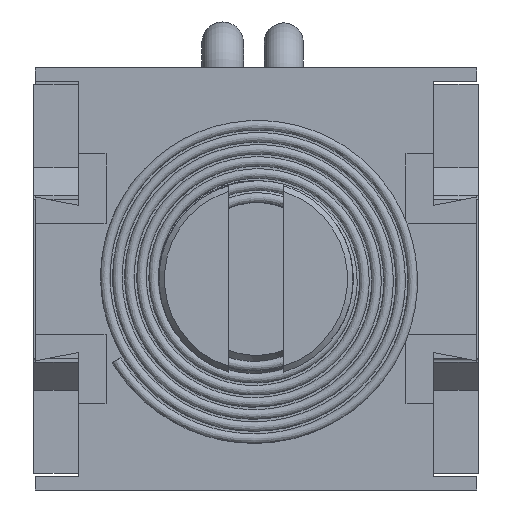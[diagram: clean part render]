
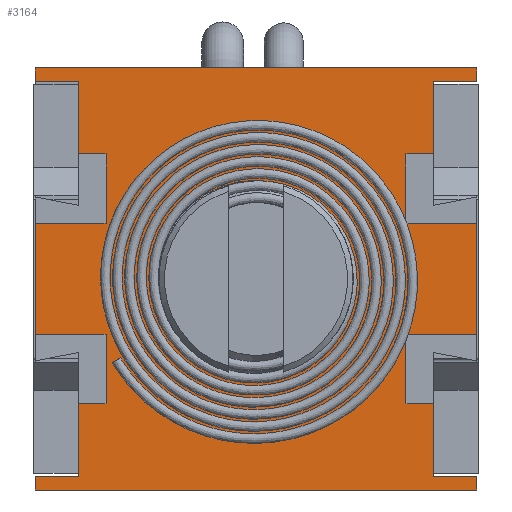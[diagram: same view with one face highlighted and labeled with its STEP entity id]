
A CAD part, left-side view. The second image highlights one B-rep face of the part: STEP entity #3164.
In plain terms, the highlighted face is planar.
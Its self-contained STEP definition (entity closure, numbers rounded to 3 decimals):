
#104=CIRCLE('',#3463,3.55);
#395=ORIENTED_EDGE('',*,*,#1152,.F.);
#396=ORIENTED_EDGE('',*,*,#1150,.F.);
#397=ORIENTED_EDGE('',*,*,#1147,.F.);
#398=ORIENTED_EDGE('',*,*,#1193,.T.);
#399=ORIENTED_EDGE('',*,*,#1165,.F.);
#400=ORIENTED_EDGE('',*,*,#1163,.F.);
#401=ORIENTED_EDGE('',*,*,#1160,.F.);
#402=ORIENTED_EDGE('',*,*,#1194,.T.);
#403=ORIENTED_EDGE('',*,*,#1195,.T.);
#404=ORIENTED_EDGE('',*,*,#1196,.T.);
#405=ORIENTED_EDGE('',*,*,#1197,.T.);
#406=ORIENTED_EDGE('',*,*,#1198,.T.);
#407=ORIENTED_EDGE('',*,*,#1199,.T.);
#408=ORIENTED_EDGE('',*,*,#1200,.T.);
#409=ORIENTED_EDGE('',*,*,#1178,.F.);
#410=ORIENTED_EDGE('',*,*,#1176,.F.);
#411=ORIENTED_EDGE('',*,*,#1173,.F.);
#412=ORIENTED_EDGE('',*,*,#1201,.T.);
#413=ORIENTED_EDGE('',*,*,#1191,.F.);
#414=ORIENTED_EDGE('',*,*,#1189,.F.);
#415=ORIENTED_EDGE('',*,*,#1186,.F.);
#416=ORIENTED_EDGE('',*,*,#1202,.T.);
#417=ORIENTED_EDGE('',*,*,#1203,.T.);
#418=ORIENTED_EDGE('',*,*,#1204,.T.);
#419=ORIENTED_EDGE('',*,*,#1205,.T.);
#420=ORIENTED_EDGE('',*,*,#1206,.T.);
#421=ORIENTED_EDGE('',*,*,#1207,.T.);
#422=ORIENTED_EDGE('',*,*,#1208,.T.);
#423=ORIENTED_EDGE('',*,*,#1209,.F.);
#1147=EDGE_CURVE('',#1556,#1557,#1864,.T.);
#1150=EDGE_CURVE('',#1557,#1558,#1867,.T.);
#1152=EDGE_CURVE('',#1558,#1559,#1869,.T.);
#1160=EDGE_CURVE('',#1566,#1567,#1877,.T.);
#1163=EDGE_CURVE('',#1567,#1568,#1880,.T.);
#1165=EDGE_CURVE('',#1568,#1569,#1882,.T.);
#1173=EDGE_CURVE('',#1576,#1577,#1890,.T.);
#1176=EDGE_CURVE('',#1577,#1578,#1893,.T.);
#1178=EDGE_CURVE('',#1578,#1579,#1895,.T.);
#1186=EDGE_CURVE('',#1586,#1587,#1903,.T.);
#1189=EDGE_CURVE('',#1587,#1588,#1906,.T.);
#1191=EDGE_CURVE('',#1588,#1589,#1908,.T.);
#1193=EDGE_CURVE('',#1556,#1569,#1910,.T.);
#1194=EDGE_CURVE('',#1566,#1590,#1911,.T.);
#1195=EDGE_CURVE('',#1590,#1591,#1912,.T.);
#1196=EDGE_CURVE('',#1591,#1592,#1913,.T.);
#1197=EDGE_CURVE('',#1592,#1593,#1914,.T.);
#1198=EDGE_CURVE('',#1593,#1594,#1915,.T.);
#1199=EDGE_CURVE('',#1594,#1595,#1916,.T.);
#1200=EDGE_CURVE('',#1595,#1579,#1917,.T.);
#1201=EDGE_CURVE('',#1576,#1589,#1918,.T.);
#1202=EDGE_CURVE('',#1586,#1596,#1919,.T.);
#1203=EDGE_CURVE('',#1596,#1597,#1920,.T.);
#1204=EDGE_CURVE('',#1597,#1598,#1921,.T.);
#1205=EDGE_CURVE('',#1598,#1599,#1922,.T.);
#1206=EDGE_CURVE('',#1599,#1600,#1923,.T.);
#1207=EDGE_CURVE('',#1600,#1601,#1924,.T.);
#1208=EDGE_CURVE('',#1601,#1559,#1925,.T.);
#1209=EDGE_CURVE('',#1602,#1602,#104,.T.);
#1556=VERTEX_POINT('',#4836);
#1557=VERTEX_POINT('',#4837);
#1558=VERTEX_POINT('',#4842);
#1559=VERTEX_POINT('',#4846);
#1566=VERTEX_POINT('',#4863);
#1567=VERTEX_POINT('',#4864);
#1568=VERTEX_POINT('',#4869);
#1569=VERTEX_POINT('',#4873);
#1576=VERTEX_POINT('',#4890);
#1577=VERTEX_POINT('',#4891);
#1578=VERTEX_POINT('',#4896);
#1579=VERTEX_POINT('',#4900);
#1586=VERTEX_POINT('',#4917);
#1587=VERTEX_POINT('',#4918);
#1588=VERTEX_POINT('',#4923);
#1589=VERTEX_POINT('',#4927);
#1590=VERTEX_POINT('',#4932);
#1591=VERTEX_POINT('',#4934);
#1592=VERTEX_POINT('',#4936);
#1593=VERTEX_POINT('',#4938);
#1594=VERTEX_POINT('',#4940);
#1595=VERTEX_POINT('',#4942);
#1596=VERTEX_POINT('',#4946);
#1597=VERTEX_POINT('',#4948);
#1598=VERTEX_POINT('',#4950);
#1599=VERTEX_POINT('',#4952);
#1600=VERTEX_POINT('',#4954);
#1601=VERTEX_POINT('',#4956);
#1602=VERTEX_POINT('',#4959);
#1864=LINE('',#4835,#2163);
#1867=LINE('',#4841,#2166);
#1869=LINE('',#4845,#2168);
#1877=LINE('',#4862,#2176);
#1880=LINE('',#4868,#2179);
#1882=LINE('',#4872,#2181);
#1890=LINE('',#4889,#2189);
#1893=LINE('',#4895,#2192);
#1895=LINE('',#4899,#2194);
#1903=LINE('',#4916,#2202);
#1906=LINE('',#4922,#2205);
#1908=LINE('',#4926,#2207);
#1910=LINE('',#4930,#2209);
#1911=LINE('',#4931,#2210);
#1912=LINE('',#4933,#2211);
#1913=LINE('',#4935,#2212);
#1914=LINE('',#4937,#2213);
#1915=LINE('',#4939,#2214);
#1916=LINE('',#4941,#2215);
#1917=LINE('',#4943,#2216);
#1918=LINE('',#4944,#2217);
#1919=LINE('',#4945,#2218);
#1920=LINE('',#4947,#2219);
#1921=LINE('',#4949,#2220);
#1922=LINE('',#4951,#2221);
#1923=LINE('',#4953,#2222);
#1924=LINE('',#4955,#2223);
#1925=LINE('',#4957,#2224);
#2163=VECTOR('',#3858,1000.);
#2166=VECTOR('',#3863,1000.);
#2168=VECTOR('',#3867,1000.);
#2176=VECTOR('',#3879,1000.);
#2179=VECTOR('',#3884,1000.);
#2181=VECTOR('',#3888,1000.);
#2189=VECTOR('',#3900,1000.);
#2192=VECTOR('',#3905,1000.);
#2194=VECTOR('',#3909,1000.);
#2202=VECTOR('',#3921,1000.);
#2205=VECTOR('',#3926,1000.);
#2207=VECTOR('',#3930,1000.);
#2209=VECTOR('',#3934,1000.);
#2210=VECTOR('',#3935,1000.);
#2211=VECTOR('',#3936,1000.);
#2212=VECTOR('',#3937,1000.);
#2213=VECTOR('',#3938,1000.);
#2214=VECTOR('',#3939,1000.);
#2215=VECTOR('',#3940,1000.);
#2216=VECTOR('',#3941,1000.);
#2217=VECTOR('',#3942,1000.);
#2218=VECTOR('',#3943,1000.);
#2219=VECTOR('',#3944,1000.);
#2220=VECTOR('',#3945,1000.);
#2221=VECTOR('',#3946,1000.);
#2222=VECTOR('',#3947,1000.);
#2223=VECTOR('',#3948,1000.);
#2224=VECTOR('',#3949,1000.);
#2444=EDGE_LOOP('',(#395,#396,#397,#398,#399,#400,#401,#402,#403,#404,#405,
#406,#407,#408,#409,#410,#411,#412,#413,#414,#415,#416,#417,#418,#419,#420,
#421,#422));
#2445=EDGE_LOOP('',(#423));
#2741=FACE_BOUND('',#2444,.T.);
#2742=FACE_BOUND('',#2445,.T.);
#3038=PLANE('',#3462);
#3164=ADVANCED_FACE('',(#2741,#2742),#3038,.T.);
#3462=AXIS2_PLACEMENT_3D('',#4929,#3932,#3933);
#3463=AXIS2_PLACEMENT_3D('',#4958,#3950,#3951);
#3858=DIRECTION('',(0.,1.,0.));
#3863=DIRECTION('',(-1.,0.,0.));
#3867=DIRECTION('',(0.,-1.,0.));
#3879=DIRECTION('',(0.,1.,0.));
#3884=DIRECTION('',(-1.,0.,0.));
#3888=DIRECTION('',(0.,-1.,0.));
#3900=DIRECTION('',(0.,-1.,0.));
#3905=DIRECTION('',(1.,0.,0.));
#3909=DIRECTION('',(0.,1.,0.));
#3921=DIRECTION('',(0.,-1.,0.));
#3926=DIRECTION('',(1.,0.,0.));
#3930=DIRECTION('',(0.,1.,0.));
#3932=DIRECTION('',(0.,0.,1.));
#3933=DIRECTION('',(1.,0.,0.));
#3934=DIRECTION('',(1.,0.,0.));
#3935=DIRECTION('',(1.,0.,0.));
#3936=DIRECTION('',(0.,-1.,0.));
#3937=DIRECTION('',(1.,0.,0.));
#3938=DIRECTION('',(0.,1.,0.));
#3939=DIRECTION('',(-1.,0.,0.));
#3940=DIRECTION('',(0.,-1.,0.));
#3941=DIRECTION('',(-1.,0.,0.));
#3942=DIRECTION('',(-1.,0.,0.));
#3943=DIRECTION('',(-1.,0.,0.));
#3944=DIRECTION('',(0.,1.,0.));
#3945=DIRECTION('',(-1.,0.,0.));
#3946=DIRECTION('',(0.,-1.,0.));
#3947=DIRECTION('',(1.,0.,0.));
#3948=DIRECTION('',(0.,1.,0.));
#3949=DIRECTION('',(1.,0.,0.));
#3950=DIRECTION('',(0.,0.,1.));
#3951=DIRECTION('',(1.,0.,0.));
#4835=CARTESIAN_POINT('',(-2.,-5.4,0.));
#4836=CARTESIAN_POINT('',(-2.,-7.95,0.));
#4837=CARTESIAN_POINT('',(-2.,-5.4,0.));
#4841=CARTESIAN_POINT('',(-4.5,-5.4,0.));
#4842=CARTESIAN_POINT('',(-4.5,-5.4,0.));
#4845=CARTESIAN_POINT('',(-4.5,-5.4,0.));
#4846=CARTESIAN_POINT('',(-4.5,-6.4,0.));
#4862=CARTESIAN_POINT('',(4.5,-5.4,0.));
#4863=CARTESIAN_POINT('',(4.5,-6.4,0.));
#4864=CARTESIAN_POINT('',(4.5,-5.4,0.));
#4868=CARTESIAN_POINT('',(2.,-5.4,0.));
#4869=CARTESIAN_POINT('',(2.,-5.4,0.));
#4872=CARTESIAN_POINT('',(2.,-5.4,0.));
#4873=CARTESIAN_POINT('',(2.,-7.95,0.));
#4889=CARTESIAN_POINT('',(2.,5.4,0.));
#4890=CARTESIAN_POINT('',(2.,7.95,0.));
#4891=CARTESIAN_POINT('',(2.,5.4,0.));
#4895=CARTESIAN_POINT('',(2.,5.4,0.));
#4896=CARTESIAN_POINT('',(4.5,5.4,0.));
#4899=CARTESIAN_POINT('',(4.5,5.4,0.));
#4900=CARTESIAN_POINT('',(4.5,6.4,0.));
#4916=CARTESIAN_POINT('',(-4.5,5.4,0.));
#4917=CARTESIAN_POINT('',(-4.5,6.4,0.));
#4918=CARTESIAN_POINT('',(-4.5,5.4,0.));
#4922=CARTESIAN_POINT('',(-4.5,5.4,0.));
#4923=CARTESIAN_POINT('',(-2.,5.4,0.));
#4926=CARTESIAN_POINT('',(-2.,5.4,0.));
#4927=CARTESIAN_POINT('',(-2.,7.95,0.));
#4929=CARTESIAN_POINT('',(2.649,6.4,0.));
#4930=CARTESIAN_POINT('',(-2.95,-7.95,0.));
#4931=CARTESIAN_POINT('',(2.649,-6.4,0.));
#4932=CARTESIAN_POINT('',(7.1,-6.4,0.));
#4933=CARTESIAN_POINT('',(7.1,-7.95,0.));
#4934=CARTESIAN_POINT('',(7.1,-7.95,0.));
#4935=CARTESIAN_POINT('',(7.1,-7.95,0.));
#4936=CARTESIAN_POINT('',(7.6,-7.95,0.));
#4937=CARTESIAN_POINT('',(7.6,-7.95,0.));
#4938=CARTESIAN_POINT('',(7.6,7.95,0.));
#4939=CARTESIAN_POINT('',(7.6,7.95,0.));
#4940=CARTESIAN_POINT('',(7.1,7.95,0.));
#4941=CARTESIAN_POINT('',(7.1,7.95,0.));
#4942=CARTESIAN_POINT('',(7.1,6.4,0.));
#4943=CARTESIAN_POINT('',(2.649,6.4,0.));
#4944=CARTESIAN_POINT('',(-2.95,7.95,0.));
#4945=CARTESIAN_POINT('',(-2.649,6.4,0.));
#4946=CARTESIAN_POINT('',(-7.1,6.4,0.));
#4947=CARTESIAN_POINT('',(-7.1,7.95,0.));
#4948=CARTESIAN_POINT('',(-7.1,7.95,0.));
#4949=CARTESIAN_POINT('',(-7.6,7.95,0.));
#4950=CARTESIAN_POINT('',(-7.6,7.95,0.));
#4951=CARTESIAN_POINT('',(-7.6,-7.95,0.));
#4952=CARTESIAN_POINT('',(-7.6,-7.95,0.));
#4953=CARTESIAN_POINT('',(-7.1,-7.95,0.));
#4954=CARTESIAN_POINT('',(-7.1,-7.95,0.));
#4955=CARTESIAN_POINT('',(-7.1,-7.95,0.));
#4956=CARTESIAN_POINT('',(-7.1,-6.4,0.));
#4957=CARTESIAN_POINT('',(-2.649,-6.4,0.));
#4958=CARTESIAN_POINT('',(0.,0.,0.));
#4959=CARTESIAN_POINT('',(3.55,0.,0.));
